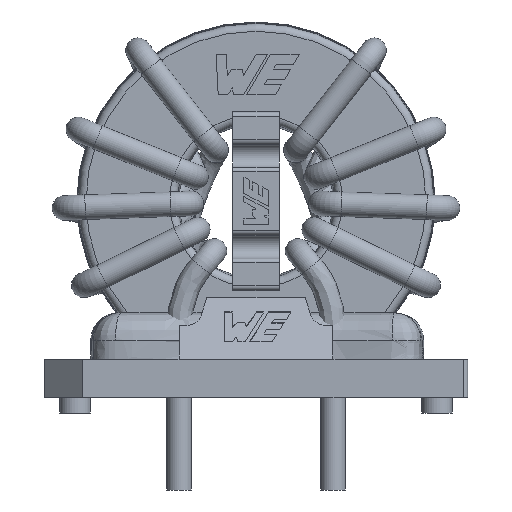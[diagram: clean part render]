
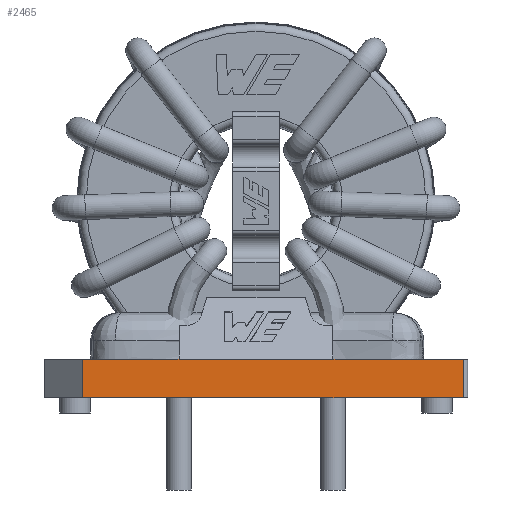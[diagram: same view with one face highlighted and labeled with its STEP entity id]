
A CAD part, left-side view. The second image highlights one B-rep face of the part: STEP entity #2465.
In plain terms, the highlighted planar face has unit normal (-1, 0, 0).
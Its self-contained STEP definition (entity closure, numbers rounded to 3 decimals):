
#2465=ADVANCED_FACE('',(#6413),#6414,.T.);
#2779=EDGE_CURVE('',#6908,#6909,#6910,.T.);
#2781=EDGE_CURVE('',#6912,#6908,#6913,.T.);
#2783=EDGE_CURVE('',#6915,#6912,#6916,.T.);
#2785=EDGE_CURVE('',#6915,#6918,#6919,.T.);
#2787=EDGE_CURVE('',#6918,#6921,#6922,.T.);
#2789=EDGE_CURVE('',#6909,#6921,#6924,.T.);
#6413=FACE_OUTER_BOUND('',#19720,.T.);
#6414=PLANE('',#19721);
#6908=VERTEX_POINT('',#20387);
#6909=VERTEX_POINT('',#20388);
#6910=LINE('',#20389,#20390);
#6912=VERTEX_POINT('',#20393);
#6913=LINE('',#20394,#20395);
#6915=VERTEX_POINT('',#20398);
#6916=LINE('',#20399,#20400);
#6918=VERTEX_POINT('',#20403);
#6919=LINE('',#20404,#20405);
#6921=VERTEX_POINT('',#20408);
#6922=LINE('',#20409,#20410);
#6924=LINE('',#20413,#20414);
#19720=EDGE_LOOP('',(#27077,#27078,#27079,#27080,#27081,#27082));
#19721=AXIS2_PLACEMENT_3D('',#27083,#27084,#27085);
#20387=CARTESIAN_POINT('',(-3.,-10.0,3.5));
#20388=CARTESIAN_POINT('',(-3.,-18.45,3.5));
#20389=CARTESIAN_POINT('',(-3.,-10.0,3.5));
#20390=VECTOR('',#28107,1.0);
#20393=CARTESIAN_POINT('',(-3.,0.,3.5));
#20394=CARTESIAN_POINT('',(-3.,0.,3.5));
#20395=VECTOR('',#28108,1.0);
#20398=CARTESIAN_POINT('',(-3.,6.25,3.5));
#20399=CARTESIAN_POINT('',(-3.,6.25,3.5));
#20400=VECTOR('',#28109,1.0);
#20403=CARTESIAN_POINT('',(-3.,6.25,1.));
#20404=CARTESIAN_POINT('',(-3.,6.25,3.5));
#20405=VECTOR('',#28110,1.0);
#20408=CARTESIAN_POINT('',(-3.,-18.45,1.));
#20409=CARTESIAN_POINT('',(-3.,6.25,1.));
#20410=VECTOR('',#28111,1.0);
#20413=CARTESIAN_POINT('',(-3.,-18.45,3.5));
#20414=VECTOR('',#28112,1.0);
#27077=ORIENTED_EDGE('',*,*,#2779,.F.);
#27078=ORIENTED_EDGE('',*,*,#2781,.F.);
#27079=ORIENTED_EDGE('',*,*,#2783,.F.);
#27080=ORIENTED_EDGE('',*,*,#2785,.T.);
#27081=ORIENTED_EDGE('',*,*,#2787,.T.);
#27082=ORIENTED_EDGE('',*,*,#2789,.F.);
#27083=CARTESIAN_POINT('',(-3.,8.75,1.));
#27084=DIRECTION('',(-1.0,0.,0.));
#27085=DIRECTION('',(0.,-1.0,0.));
#28107=DIRECTION('',(0.,-1.0,0.));
#28108=DIRECTION('',(0.,-1.0,0.));
#28109=DIRECTION('',(0.,-1.0,0.));
#28110=DIRECTION('',(0.,0.,-1.0));
#28111=DIRECTION('',(0.,-1.0,0.));
#28112=DIRECTION('',(0.,0.,-1.0));
